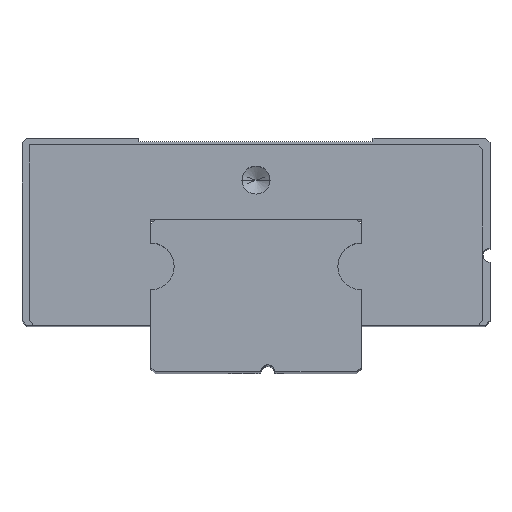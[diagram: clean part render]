
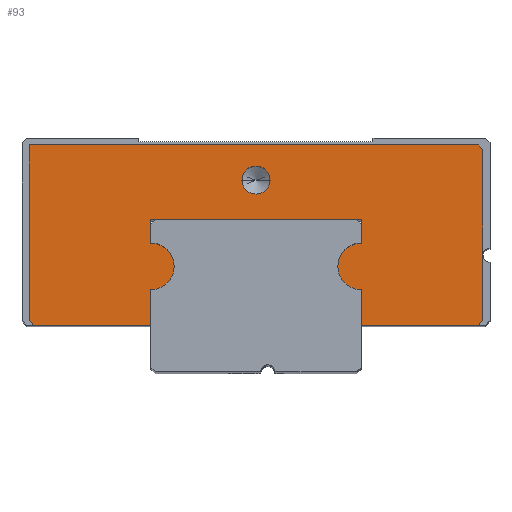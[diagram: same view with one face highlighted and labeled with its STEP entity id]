
A CAD part, top view. The second image highlights one B-rep face of the part: STEP entity #93.
In plain terms, the highlighted planar face has unit normal (0, 0, 1).
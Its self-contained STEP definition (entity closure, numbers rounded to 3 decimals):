
#93=ADVANCED_FACE('',(#243,#244),#245,.T.);
#243=FACE_OUTER_BOUND('',#463,.T.);
#244=FACE_BOUND('',#464,.T.);
#245=PLANE('',#465);
#463=EDGE_LOOP('',(#932,#933,#934,#935,#936,#937,#938,#939,#940,#941,#942,#943,#944,#945,#946,#947,#948));
#464=EDGE_LOOP('',(#949,#950));
#465=AXIS2_PLACEMENT_3D('',#951,#952,#953);
#932=ORIENTED_EDGE('',*,*,#1569,.F.);
#933=ORIENTED_EDGE('',*,*,#1570,.F.);
#934=ORIENTED_EDGE('',*,*,#1571,.F.);
#935=ORIENTED_EDGE('',*,*,#1562,.F.);
#936=ORIENTED_EDGE('',*,*,#1572,.F.);
#937=ORIENTED_EDGE('',*,*,#1573,.F.);
#938=ORIENTED_EDGE('',*,*,#1574,.T.);
#939=ORIENTED_EDGE('',*,*,#1575,.T.);
#940=ORIENTED_EDGE('',*,*,#1576,.F.);
#941=ORIENTED_EDGE('',*,*,#1577,.T.);
#942=ORIENTED_EDGE('',*,*,#1578,.T.);
#943=ORIENTED_EDGE('',*,*,#1579,.T.);
#944=ORIENTED_EDGE('',*,*,#1580,.T.);
#945=ORIENTED_EDGE('',*,*,#1581,.T.);
#946=ORIENTED_EDGE('',*,*,#1582,.F.);
#947=ORIENTED_EDGE('',*,*,#1583,.F.);
#948=ORIENTED_EDGE('',*,*,#1568,.F.);
#949=ORIENTED_EDGE('',*,*,#1584,.T.);
#950=ORIENTED_EDGE('',*,*,#1585,.T.);
#951=CARTESIAN_POINT('',(10.0,5.0,19.95));
#952=DIRECTION('',(0.0,0.0,1.0));
#953=DIRECTION('',(1.0,0.0,0.0));
#1562=EDGE_CURVE('',#1905,#1908,#1909,.T.);
#1568=EDGE_CURVE('',#1918,#1914,#1920,.T.);
#1569=EDGE_CURVE('',#1921,#1918,#1922,.T.);
#1570=EDGE_CURVE('',#1923,#1921,#1924,.T.);
#1571=EDGE_CURVE('',#1908,#1923,#1925,.T.);
#1572=EDGE_CURVE('',#1926,#1905,#1927,.T.);
#1573=EDGE_CURVE('',#1928,#1926,#1929,.T.);
#1574=EDGE_CURVE('',#1928,#1930,#1931,.T.);
#1575=EDGE_CURVE('',#1930,#1932,#1933,.T.);
#1576=EDGE_CURVE('',#1934,#1932,#1935,.T.);
#1577=EDGE_CURVE('',#1934,#1936,#1937,.T.);
#1578=EDGE_CURVE('',#1936,#1938,#1939,.T.);
#1579=EDGE_CURVE('',#1938,#1940,#1941,.T.);
#1580=EDGE_CURVE('',#1940,#1942,#1943,.T.);
#1581=EDGE_CURVE('',#1942,#1944,#1945,.T.);
#1582=EDGE_CURVE('',#1946,#1944,#1947,.T.);
#1583=EDGE_CURVE('',#1914,#1946,#1948,.T.);
#1584=EDGE_CURVE('',#1949,#1950,#1951,.T.);
#1585=EDGE_CURVE('',#1950,#1949,#1952,.T.);
#1905=VERTEX_POINT('',#2479);
#1908=VERTEX_POINT('',#2483);
#1909=CIRCLE('',#2484,1.0);
#1914=VERTEX_POINT('',#2490);
#1918=VERTEX_POINT('',#2495);
#1920=CIRCLE('',#2498,1.0);
#1921=VERTEX_POINT('',#2499);
#1922=LINE('',#2500,#2501);
#1923=VERTEX_POINT('',#2502);
#1924=LINE('',#2503,#2504);
#1925=LINE('',#2505,#2506);
#1926=VERTEX_POINT('',#2507);
#1927=CIRCLE('',#2508,1.0);
#1928=VERTEX_POINT('',#2509);
#1929=LINE('',#2510,#2511);
#1930=VERTEX_POINT('',#2512);
#1931=LINE('',#2513,#2514);
#1932=VERTEX_POINT('',#2515);
#1933=LINE('',#2516,#2517);
#1934=VERTEX_POINT('',#2518);
#1935=LINE('',#2519,#2520);
#1936=VERTEX_POINT('',#2521);
#1937=LINE('',#2522,#2523);
#1938=VERTEX_POINT('',#2524);
#1939=LINE('',#2525,#2526);
#1940=VERTEX_POINT('',#2527);
#1941=LINE('',#2528,#2529);
#1942=VERTEX_POINT('',#2530);
#1943=LINE('',#2531,#2532);
#1944=VERTEX_POINT('',#2533);
#1945=LINE('',#2534,#2535);
#1946=VERTEX_POINT('',#2536);
#1947=LINE('',#2537,#2538);
#1948=CIRCLE('',#2539,1.0);
#1949=VERTEX_POINT('',#2540);
#1950=VERTEX_POINT('',#2541);
#1951=CIRCLE('',#2542,0.6);
#1952=CIRCLE('',#2543,0.6);
#2479=CARTESIAN_POINT('',(3.5,4.5,19.95));
#2483=CARTESIAN_POINT('',(4.5,5.5,19.95));
#2484=AXIS2_PLACEMENT_3D('',#3068,#3069,#3070);
#2490=CARTESIAN_POINT('',(-3.5,4.5,19.95));
#2495=CARTESIAN_POINT('',(-4.5,5.5,19.95));
#2498=AXIS2_PLACEMENT_3D('',#3080,#3081,#3082);
#2499=CARTESIAN_POINT('',(-4.5,6.5,19.95));
#2500=CARTESIAN_POINT('',(-4.5,6.5,19.95));
#2501=VECTOR('',#3083,1.0);
#2502=CARTESIAN_POINT('',(4.5,6.5,19.95));
#2503=CARTESIAN_POINT('',(4.5,6.5,19.95));
#2504=VECTOR('',#3084,9.0);
#2505=CARTESIAN_POINT('',(4.5,5.5,19.95));
#2506=VECTOR('',#3085,1.0);
#2507=CARTESIAN_POINT('',(4.5,3.5,19.95));
#2508=AXIS2_PLACEMENT_3D('',#3086,#3087,#3088);
#2509=CARTESIAN_POINT('',(4.5,2.0,19.95));
#2510=CARTESIAN_POINT('',(4.5,2.0,19.95));
#2511=VECTOR('',#3089,1.5);
#2512=CARTESIAN_POINT('',(9.5,2.0,19.95));
#2513=CARTESIAN_POINT('',(4.5,2.0,19.95));
#2514=VECTOR('',#3090,5.0);
#2515=CARTESIAN_POINT('',(9.7,2.2,19.95));
#2516=CARTESIAN_POINT('',(9.5,2.0,19.95));
#2517=VECTOR('',#3091,0.283);
#2518=CARTESIAN_POINT('',(9.7,9.5,19.95));
#2519=CARTESIAN_POINT('',(9.7,9.5,19.95));
#2520=VECTOR('',#3092,7.3);
#2521=CARTESIAN_POINT('',(9.5,9.7,19.95));
#2522=CARTESIAN_POINT('',(9.7,9.5,19.95));
#2523=VECTOR('',#3093,0.283);
#2524=CARTESIAN_POINT('',(-9.7,9.7,19.95));
#2525=CARTESIAN_POINT('',(9.5,9.7,19.95));
#2526=VECTOR('',#3094,19.2);
#2527=CARTESIAN_POINT('',(-9.7,2.2,19.95));
#2528=CARTESIAN_POINT('',(-9.7,9.7,19.95));
#2529=VECTOR('',#3095,7.5);
#2530=CARTESIAN_POINT('',(-9.5,2.0,19.95));
#2531=CARTESIAN_POINT('',(-9.7,2.2,19.95));
#2532=VECTOR('',#3096,0.283);
#2533=CARTESIAN_POINT('',(-4.5,2.0,19.95));
#2534=CARTESIAN_POINT('',(-9.5,2.0,19.95));
#2535=VECTOR('',#3097,5.0);
#2536=CARTESIAN_POINT('',(-4.5,3.5,19.95));
#2537=CARTESIAN_POINT('',(-4.5,3.5,19.95));
#2538=VECTOR('',#3098,1.5);
#2539=AXIS2_PLACEMENT_3D('',#3099,#3100,#3101);
#2540=CARTESIAN_POINT('',(0.6,8.2,19.95));
#2541=CARTESIAN_POINT('',(-0.6,8.2,19.95));
#2542=AXIS2_PLACEMENT_3D('',#3102,#3103,#3104);
#2543=AXIS2_PLACEMENT_3D('',#3105,#3106,#3107);
#3068=CARTESIAN_POINT('',(4.5,4.5,19.95));
#3069=DIRECTION('',(0.0,0.0,-1.0));
#3070=DIRECTION('',(0.0,-1.0,0.0));
#3080=CARTESIAN_POINT('',(-4.5,4.5,19.95));
#3081=DIRECTION('',(0.0,0.0,-1.0));
#3082=DIRECTION('',(0.0,1.0,0.0));
#3083=DIRECTION('',(0.0,-1.0,0.0));
#3084=DIRECTION('',(-1.0,0.0,0.0));
#3085=DIRECTION('',(0.0,1.0,0.0));
#3086=CARTESIAN_POINT('',(4.5,4.5,19.95));
#3087=DIRECTION('',(0.0,0.0,-1.0));
#3088=DIRECTION('',(0.0,-1.0,0.0));
#3089=DIRECTION('',(0.0,1.0,0.0));
#3090=DIRECTION('',(1.0,0.0,0.0));
#3091=DIRECTION('',(0.707,0.707,0.0));
#3092=DIRECTION('',(0.0,-1.0,0.0));
#3093=DIRECTION('',(-0.707,0.707,0.0));
#3094=DIRECTION('',(-1.0,0.0,0.0));
#3095=DIRECTION('',(0.0,-1.0,0.0));
#3096=DIRECTION('',(0.707,-0.707,0.0));
#3097=DIRECTION('',(1.0,0.0,0.0));
#3098=DIRECTION('',(0.0,-1.0,0.0));
#3099=CARTESIAN_POINT('',(-4.5,4.5,19.95));
#3100=DIRECTION('',(0.0,0.0,-1.0));
#3101=DIRECTION('',(0.0,1.0,0.0));
#3102=CARTESIAN_POINT('',(0.0,8.2,19.95));
#3103=DIRECTION('',(0.0,0.0,-1.0));
#3104=DIRECTION('',(1.0,0.0,0.0));
#3105=CARTESIAN_POINT('',(0.0,8.2,19.95));
#3106=DIRECTION('',(0.0,0.0,-1.0));
#3107=DIRECTION('',(-1.0,0.0,0.0));
